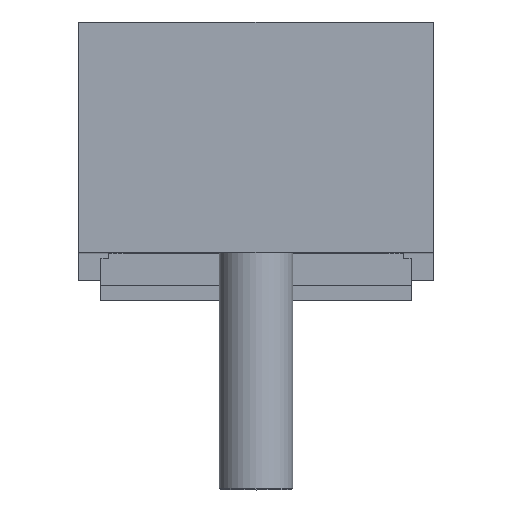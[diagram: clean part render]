
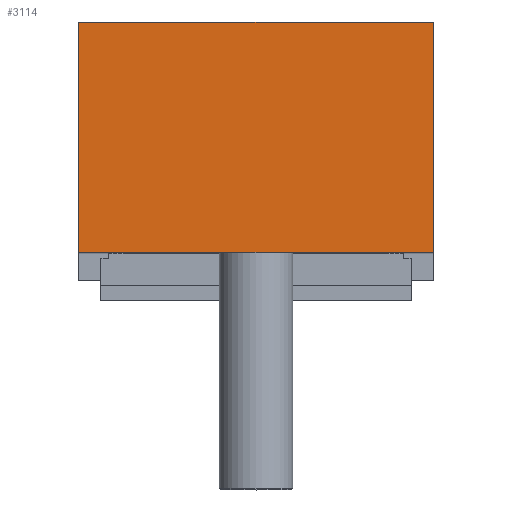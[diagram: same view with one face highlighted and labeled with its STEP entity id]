
A CAD part, top view. The second image highlights one B-rep face of the part: STEP entity #3114.
In plain terms, the highlighted planar face has unit normal (0, 0, 1).
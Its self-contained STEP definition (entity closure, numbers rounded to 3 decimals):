
#2971=CARTESIAN_POINT('',(60.,39.,135.0));
#2972=VERTEX_POINT('',#2971);
#2979=CARTESIAN_POINT('',(60.,-39.,135.0));
#2980=VERTEX_POINT('',#2979);
#2981=CARTESIAN_POINT('',(60.,39.,135.0));
#2982=DIRECTION('',(0.0,-1.0,0.0));
#2983=VECTOR('',#2982,78.);
#2984=LINE('',#2981,#2983);
#2985=EDGE_CURVE('',#2972,#2980,#2984,.T.);
#3027=CARTESIAN_POINT('',(-60.,-39.0,135.0));
#3028=VERTEX_POINT('',#3027);
#3035=CARTESIAN_POINT('',(-60.,39.0,135.0));
#3036=VERTEX_POINT('',#3035);
#3037=CARTESIAN_POINT('',(-60.,-39.0,135.0));
#3038=DIRECTION('',(0.0,1.0,0.0));
#3039=VECTOR('',#3038,78.0);
#3040=LINE('',#3037,#3039);
#3041=EDGE_CURVE('',#3028,#3036,#3040,.T.);
#3061=CARTESIAN_POINT('',(-60.,39.0,135.0));
#3062=DIRECTION('',(1.0,0.0,0.0));
#3063=VECTOR('',#3062,120.0);
#3064=LINE('',#3061,#3063);
#3065=EDGE_CURVE('',#3036,#2972,#3064,.T.);
#3083=CARTESIAN_POINT('',(60.,-39.,135.0));
#3084=DIRECTION('',(-1.0,0.0,0.0));
#3085=VECTOR('',#3084,120.0);
#3086=LINE('',#3083,#3085);
#3087=EDGE_CURVE('',#2980,#3028,#3086,.T.);
#3103=CARTESIAN_POINT('',(0.,0.,135.0));
#3104=DIRECTION('',(0.0,0.0,1.0));
#3105=DIRECTION('',(1.0,0.0,0.0));
#3106=AXIS2_PLACEMENT_3D('',#3103,#3104,#3105);
#3107=PLANE('',#3106);
#3108=ORIENTED_EDGE('',*,*,#3041,.F.);
#3109=ORIENTED_EDGE('',*,*,#3087,.F.);
#3110=ORIENTED_EDGE('',*,*,#2985,.F.);
#3111=ORIENTED_EDGE('',*,*,#3065,.F.);
#3112=EDGE_LOOP('',(#3108,#3109,#3110,#3111));
#3113=FACE_OUTER_BOUND('',#3112,.T.);
#3114=ADVANCED_FACE('',(#3113),#3107,.T.);
